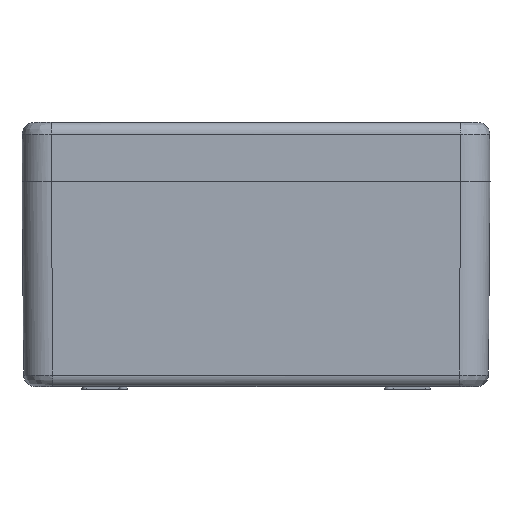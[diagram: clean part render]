
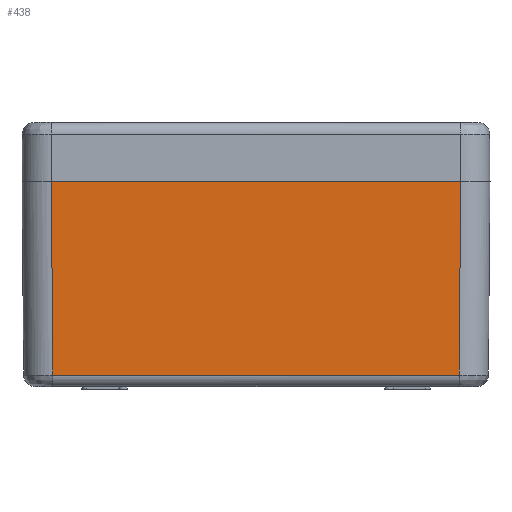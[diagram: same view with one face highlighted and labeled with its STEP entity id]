
A CAD part, front view. The second image highlights one B-rep face of the part: STEP entity #438.
In plain terms, the highlighted planar face has unit normal (0, -1, -0.009).
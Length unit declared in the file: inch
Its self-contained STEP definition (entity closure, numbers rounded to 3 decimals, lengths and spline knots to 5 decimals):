
#279 = VERTEX_POINT ( 'NONE', #4142 ) ;
#438 = ADVANCED_FACE ( 'NONE', ( #8118 ), #11696, .T. ) ;
#508 = EDGE_CURVE ( 'NONE', #279, #850, #7311, .T. ) ;
#733 = DIRECTION ( 'NONE',  ( 0., 0.009, -1. ) ) ;
#850 = VERTEX_POINT ( 'NONE', #2112 ) ;
#883 = CARTESIAN_POINT ( 'NONE',  ( -3.14961, -3.14961, 0. ) ) ;
#1054 = ORIENTED_EDGE ( 'NONE', *, *, #15045, .T. ) ;
#1765 = EDGE_LOOP ( 'NONE', ( #4215, #12269, #11526, #1054 ) ) ;
#1929 = DIRECTION ( 'NONE',  ( -0.009, 0.009, -1. ) ) ;
#2112 = CARTESIAN_POINT ( 'NONE',  ( -2.73323, -3.12692, -2.5998 ) ) ;
#3652 = DIRECTION ( 'NONE',  ( 0.009, 0.009, -1. ) ) ;
#3978 = CARTESIAN_POINT ( 'NONE',  ( 2.73323, -3.12692, -2.5998 ) ) ;
#4142 = CARTESIAN_POINT ( 'NONE',  ( -2.75592, -3.14961, 0. ) ) ;
#4215 = ORIENTED_EDGE ( 'NONE', *, *, #508, .T. ) ;
#4305 = LINE ( 'NONE', #10434, #12186 ) ;
#4381 = DIRECTION ( 'NONE',  ( -1., 0., 0. ) ) ;
#4759 = CARTESIAN_POINT ( 'NONE',  ( -2.75592, -3.14961, 0. ) ) ;
#4851 = VECTOR ( 'NONE', #3652, 39.37008 ) ;
#5388 = LINE ( 'NONE', #15319, #11648 ) ;
#7139 = AXIS2_PLACEMENT_3D ( 'NONE', #883, #7804, #733 ) ;
#7311 = LINE ( 'NONE', #4759, #4851 ) ;
#7665 = EDGE_CURVE ( 'NONE', #11131, #850, #4305, .T. ) ;
#7804 = DIRECTION ( 'NONE',  ( 0., -1., -0.009 ) ) ;
#8118 = FACE_OUTER_BOUND ( 'NONE', #1765, .T. ) ;
#9416 = CARTESIAN_POINT ( 'NONE',  ( 2.75592, -3.14961, 0. ) ) ;
#10434 = CARTESIAN_POINT ( 'NONE',  ( -1.5748, -3.12692, -2.5998 ) ) ;
#10915 = EDGE_CURVE ( 'NONE', #13792, #11131, #11706, .T. ) ;
#11131 = VERTEX_POINT ( 'NONE', #3978 ) ;
#11526 = ORIENTED_EDGE ( 'NONE', *, *, #10915, .F. ) ;
#11648 = VECTOR ( 'NONE', #15246, 39.37008 ) ;
#11696 = PLANE ( 'NONE',  #7139 ) ;
#11706 = LINE ( 'NONE', #12810, #14657 ) ;
#12186 = VECTOR ( 'NONE', #4381, 39.37008 ) ;
#12269 = ORIENTED_EDGE ( 'NONE', *, *, #7665, .F. ) ;
#12810 = CARTESIAN_POINT ( 'NONE',  ( 2.75571, -3.1494, -0.02405 ) ) ;
#13792 = VERTEX_POINT ( 'NONE', #9416 ) ;
#14657 = VECTOR ( 'NONE', #1929, 39.37008 ) ;
#15045 = EDGE_CURVE ( 'NONE', #13792, #279, #5388, .T. ) ;
#15246 = DIRECTION ( 'NONE',  ( -1., 0., 0. ) ) ;
#15319 = CARTESIAN_POINT ( 'NONE',  ( -3.14961, -3.14961, 0. ) ) ;
